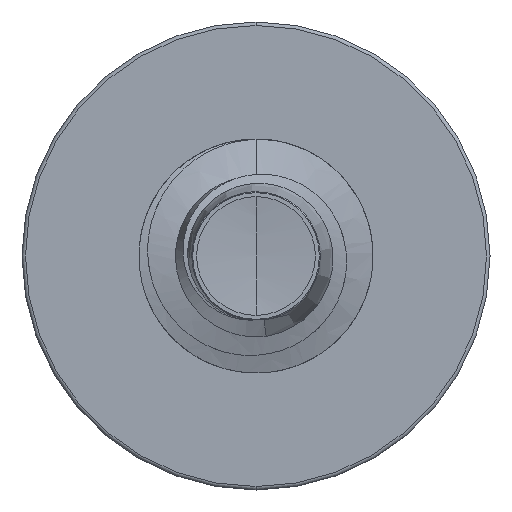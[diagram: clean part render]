
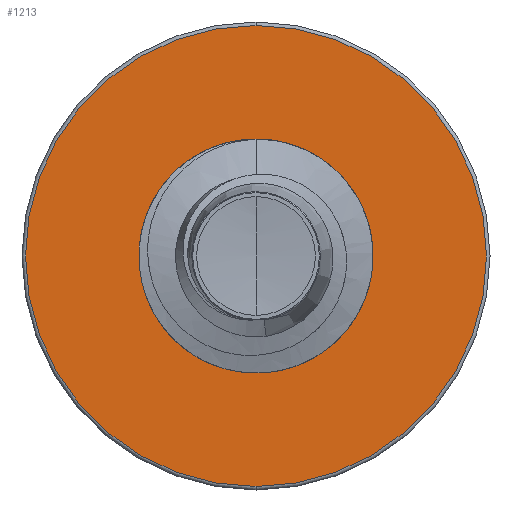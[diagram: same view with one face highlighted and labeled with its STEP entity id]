
A CAD part, front view. The second image highlights one B-rep face of the part: STEP entity #1213.
In plain terms, the highlighted planar face has unit normal (0, -1, 0).
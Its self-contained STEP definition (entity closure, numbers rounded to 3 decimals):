
#98 = AXIS2_PLACEMENT_3D ( 'NONE', #9178, #4010, #10058 ) ;
#398 = EDGE_CURVE ( 'NONE', #4226, #1792, #10534, .T. ) ;
#545 = FACE_OUTER_BOUND ( 'NONE', #6928, .T. ) ;
#600 = EDGE_LOOP ( 'NONE', ( #2646, #4108 ) ) ;
#960 = DIRECTION ( 'NONE',  ( 0., 1., 0. ) ) ;
#974 = CARTESIAN_POINT ( 'NONE',  ( 0., 6.5, 0. ) ) ;
#1213 = ADVANCED_FACE ( 'NONE', ( #545, #7411 ), #5733, .F. ) ;
#1792 = VERTEX_POINT ( 'NONE', #2112 ) ;
#1827 = DIRECTION ( 'NONE',  ( 0., 0., 1. ) ) ;
#1879 = AXIS2_PLACEMENT_3D ( 'NONE', #974, #6987, #1827 ) ;
#2104 = DIRECTION ( 'NONE',  ( 0., 0., 1. ) ) ;
#2112 = CARTESIAN_POINT ( 'NONE',  ( 0., 6.5, 3.448 ) ) ;
#2134 = DIRECTION ( 'NONE',  ( 0., 0., 1. ) ) ;
#2646 = ORIENTED_EDGE ( 'NONE', *, *, #5384, .T. ) ;
#4010 = DIRECTION ( 'NONE',  ( 0., 1., 0. ) ) ;
#4108 = ORIENTED_EDGE ( 'NONE', *, *, #11168, .T. ) ;
#4226 = VERTEX_POINT ( 'NONE', #9947 ) ;
#4458 = DIRECTION ( 'NONE',  ( 0., 1., 0. ) ) ;
#4698 = CARTESIAN_POINT ( 'NONE',  ( 0., 6.5, 0. ) ) ;
#5162 = EDGE_CURVE ( 'NONE', #1792, #4226, #9314, .T. ) ;
#5384 = EDGE_CURVE ( 'NONE', #8698, #7322, #8249, .T. ) ;
#5414 = AXIS2_PLACEMENT_3D ( 'NONE', #7251, #960, #2134 ) ;
#5571 = DIRECTION ( 'NONE',  ( 0., 0., 1. ) ) ;
#5733 = PLANE ( 'NONE',  #5414 ) ;
#6215 = AXIS2_PLACEMENT_3D ( 'NONE', #9891, #4458, #2104 ) ;
#6687 = CARTESIAN_POINT ( 'NONE',  ( 0., 6.5, -1.572 ) ) ;
#6755 = ORIENTED_EDGE ( 'NONE', *, *, #398, .F. ) ;
#6928 = EDGE_LOOP ( 'NONE', ( #9463, #6755 ) ) ;
#6987 = DIRECTION ( 'NONE',  ( 0., 1., 0. ) ) ;
#7251 = CARTESIAN_POINT ( 'NONE',  ( 0., 6.5, -1.572 ) ) ;
#7322 = VERTEX_POINT ( 'NONE', #6687 ) ;
#7367 = CIRCLE ( 'NONE', #1879, 1.572 ) ;
#7411 = FACE_BOUND ( 'NONE', #600, .T. ) ;
#8249 = CIRCLE ( 'NONE', #98, 1.572 ) ;
#8698 = VERTEX_POINT ( 'NONE', #9845 ) ;
#9178 = CARTESIAN_POINT ( 'NONE',  ( 0., 6.5, 0. ) ) ;
#9314 = CIRCLE ( 'NONE', #10104, 3.448 ) ;
#9463 = ORIENTED_EDGE ( 'NONE', *, *, #5162, .F. ) ;
#9845 = CARTESIAN_POINT ( 'NONE',  ( 0., 6.5, 1.572 ) ) ;
#9891 = CARTESIAN_POINT ( 'NONE',  ( 0., 6.5, 0. ) ) ;
#9947 = CARTESIAN_POINT ( 'NONE',  ( 0., 6.5, -3.447 ) ) ;
#10058 = DIRECTION ( 'NONE',  ( 0., 0., 1. ) ) ;
#10104 = AXIS2_PLACEMENT_3D ( 'NONE', #4698, #10742, #5571 ) ;
#10534 = CIRCLE ( 'NONE', #6215, 3.448 ) ;
#10742 = DIRECTION ( 'NONE',  ( 0., 1., 0. ) ) ;
#11168 = EDGE_CURVE ( 'NONE', #7322, #8698, #7367, .T. ) ;
